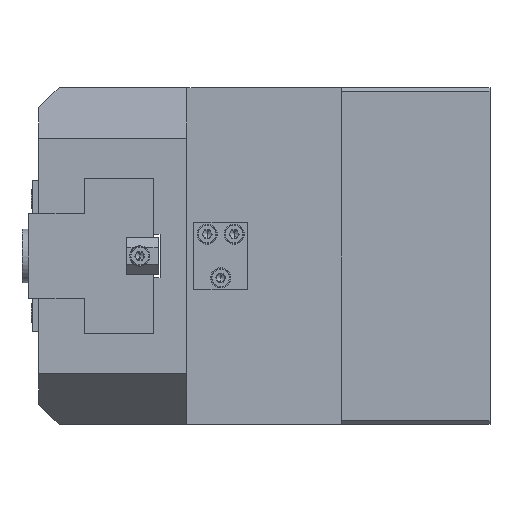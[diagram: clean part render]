
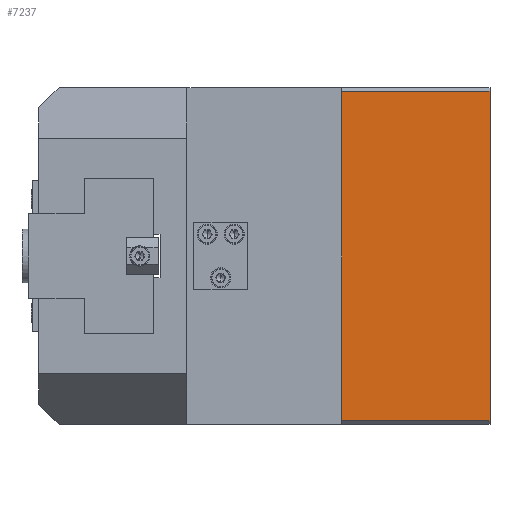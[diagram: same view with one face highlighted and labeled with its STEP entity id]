
A CAD part, left-side view. The second image highlights one B-rep face of the part: STEP entity #7237.
In plain terms, the highlighted planar face has unit normal (-1, 0, 0).
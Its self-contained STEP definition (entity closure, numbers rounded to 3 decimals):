
#1373 = LINE ( 'NONE', #20393, #1374 ) ;
#1374 = VECTOR ( 'NONE', #20394, 1000. ) ;
#1431 = LINE ( 'NONE', #20481, #1432 ) ;
#1432 = VECTOR ( 'NONE', #20482, 1000. ) ;
#1444 = LINE ( 'NONE', #20498, #1446 ) ;
#1446 = VECTOR ( 'NONE', #20509, 1000. ) ;
#1607 = LINE ( 'NONE', #20741, #1608 ) ;
#1608 = VECTOR ( 'NONE', #20742, 1000. ) ;
#1707 = FACE_OUTER_BOUND ( 'NONE', #9049, .T. ) ;
#5801 = VERTEX_POINT ( 'NONE', #21447 ) ;
#5829 = VERTEX_POINT ( 'NONE', #21475 ) ;
#5831 = VERTEX_POINT ( 'NONE', #21477 ) ;
#5837 = VERTEX_POINT ( 'NONE', #21483 ) ;
#6899 = EDGE_CURVE ( 'NONE', #5837, #5831, #1373, .T. ) ;
#6936 = EDGE_CURVE ( 'NONE', #5801, #5831, #1431, .T. ) ;
#6946 = EDGE_CURVE ( 'NONE', #5829, #5801, #1444, .T. ) ;
#7045 = EDGE_CURVE ( 'NONE', #5837, #5829, #1607, .T. ) ;
#7237 = ADVANCED_FACE ( 'NONE', ( #1707 ), #20865, .F. ) ;
#8312 = ORIENTED_EDGE ( 'NONE', *, *, #6936, .T. ) ;
#8317 = ORIENTED_EDGE ( 'NONE', *, *, #7045, .T. ) ;
#8322 = ORIENTED_EDGE ( 'NONE', *, *, #6946, .T. ) ;
#8325 = ORIENTED_EDGE ( 'NONE', *, *, #6899, .F. ) ;
#9049 = EDGE_LOOP ( 'NONE', ( #8322, #8312, #8325, #8317 ) ) ;
#19791 = AXIS2_PLACEMENT_3D ( 'NONE', #20868, #20874, #20875 ) ;
#20393 = CARTESIAN_POINT ( 'NONE',  ( -55., 50., -50. ) ) ;
#20394 = DIRECTION ( 'NONE',  ( 0., 0., 1. ) ) ;
#20481 = CARTESIAN_POINT ( 'NONE',  ( -55., 50., 49. ) ) ;
#20482 = DIRECTION ( 'NONE',  ( 0., 1., 0. ) ) ;
#20498 = CARTESIAN_POINT ( 'NONE',  ( -55., 0., -50. ) ) ;
#20509 = DIRECTION ( 'NONE',  ( 0., 0., 1. ) ) ;
#20741 = CARTESIAN_POINT ( 'NONE',  ( -55., 50., -49. ) ) ;
#20742 = DIRECTION ( 'NONE',  ( 0., -1., 0. ) ) ;
#20865 = PLANE ( 'NONE',  #19791 ) ;
#20868 = CARTESIAN_POINT ( 'NONE',  ( -55., 50., -50. ) ) ;
#20874 = DIRECTION ( 'NONE',  ( 1., 0., 0. ) ) ;
#20875 = DIRECTION ( 'NONE',  ( 0., 0., -1. ) ) ;
#21447 = CARTESIAN_POINT ( 'NONE',  ( -55., 0., 49. ) ) ;
#21475 = CARTESIAN_POINT ( 'NONE',  ( -55., 0., -49. ) ) ;
#21477 = CARTESIAN_POINT ( 'NONE',  ( -55., 50., 49. ) ) ;
#21483 = CARTESIAN_POINT ( 'NONE',  ( -55., 50., -49. ) ) ;
